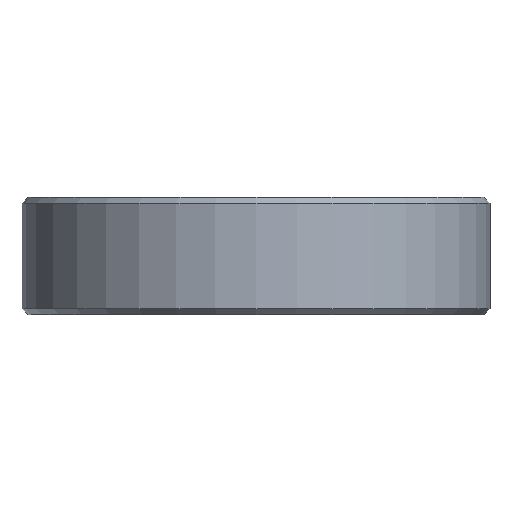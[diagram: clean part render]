
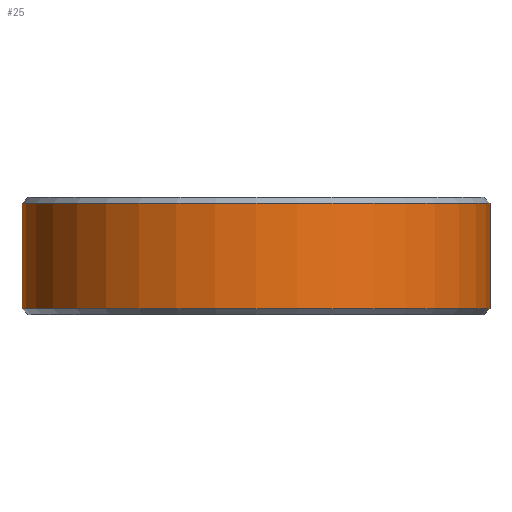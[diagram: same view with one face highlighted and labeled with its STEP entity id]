
A CAD part, front view. The second image highlights one B-rep face of the part: STEP entity #25.
In plain terms, the highlighted cylindrical face has radius 25.4 mm (diameter 50.8 mm), a partial arc.
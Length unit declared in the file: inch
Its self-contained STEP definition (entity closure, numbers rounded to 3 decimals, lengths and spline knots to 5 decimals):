
#18 = ORIENTED_EDGE ( 'NONE', *, *, #216, .T. ) ;
#19 = ORIENTED_EDGE ( 'NONE', *, *, #24, .F. ) ;
#24 = EDGE_CURVE ( 'NONE', #143, #214, #717, .T. ) ;
#25 = ADVANCED_FACE ( 'NONE', ( #712 ), #711, .T. ) ;
#26 = ORIENTED_EDGE ( 'NONE', *, *, #142, .F. ) ;
#27 = ORIENTED_EDGE ( 'NONE', *, *, #28, .T. ) ;
#28 = EDGE_CURVE ( 'NONE', #104, #107, #706, .T. ) ;
#104 = VERTEX_POINT ( 'NONE', #802 ) ;
#107 = VERTEX_POINT ( 'NONE', #796 ) ;
#142 = EDGE_CURVE ( 'NONE', #104, #143, #969, .T. ) ;
#143 = VERTEX_POINT ( 'NONE', #965 ) ;
#173 = EDGE_LOOP ( 'NONE', ( #26, #27, #18, #19 ) ) ;
#214 = VERTEX_POINT ( 'NONE', #834 ) ;
#216 = EDGE_CURVE ( 'NONE', #107, #214, #879, .T. ) ;
#554 = DIRECTION ( 'NONE',  ( 1., 0., 0. ) ) ;
#555 = DIRECTION ( 'NONE',  ( 0., 0., 1. ) ) ;
#556 = CARTESIAN_POINT ( 'NONE',  ( 0., 0., -0.225 ) ) ;
#557 = AXIS2_PLACEMENT_3D ( 'NONE', #556, #555, #554 ) ;
#706 = CIRCLE ( 'NONE', #557, 1. ) ;
#707 = DIRECTION ( 'NONE',  ( 1., 0., 0. ) ) ;
#708 = DIRECTION ( 'NONE',  ( 0., 0., 1. ) ) ;
#709 = CARTESIAN_POINT ( 'NONE',  ( 0., 0., 0.25 ) ) ;
#710 = AXIS2_PLACEMENT_3D ( 'NONE', #709, #708, #707 ) ;
#711 = CYLINDRICAL_SURFACE ( 'NONE', #710, 1. ) ;
#712 = FACE_OUTER_BOUND ( 'NONE', #173, .T. ) ;
#713 = DIRECTION ( 'NONE',  ( 1., 0., 0. ) ) ;
#714 = DIRECTION ( 'NONE',  ( 0., 0., 1. ) ) ;
#715 = CARTESIAN_POINT ( 'NONE',  ( 0., 0., 0.225 ) ) ;
#716 = AXIS2_PLACEMENT_3D ( 'NONE', #715, #714, #713 ) ;
#717 = CIRCLE ( 'NONE', #716, 1. ) ;
#796 = CARTESIAN_POINT ( 'NONE',  ( 1., 0., -0.225 ) ) ;
#802 = CARTESIAN_POINT ( 'NONE',  ( -1., 0., -0.225 ) ) ;
#834 = CARTESIAN_POINT ( 'NONE',  ( 1., 0., 0.225 ) ) ;
#876 = DIRECTION ( 'NONE',  ( 0., 0., 1. ) ) ;
#877 = VECTOR ( 'NONE', #876, 39.37008 ) ;
#878 = CARTESIAN_POINT ( 'NONE',  ( 1., 0., 0.25 ) ) ;
#879 = LINE ( 'NONE', #878, #877 ) ;
#965 = CARTESIAN_POINT ( 'NONE',  ( -1., 0., 0.225 ) ) ;
#966 = DIRECTION ( 'NONE',  ( 0., 0., 1. ) ) ;
#967 = VECTOR ( 'NONE', #966, 39.37008 ) ;
#968 = CARTESIAN_POINT ( 'NONE',  ( -1., 0., 0.25 ) ) ;
#969 = LINE ( 'NONE', #968, #967 ) ;
